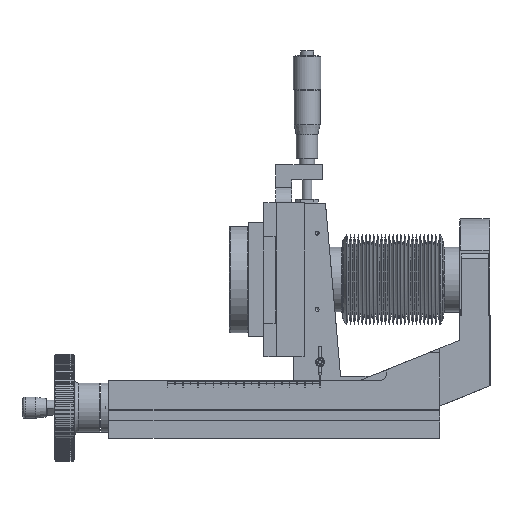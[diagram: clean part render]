
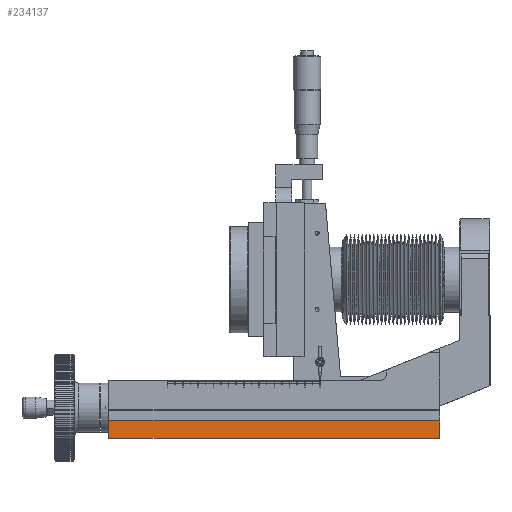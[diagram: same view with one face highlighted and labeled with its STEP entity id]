
A CAD part, front view. The second image highlights one B-rep face of the part: STEP entity #234137.
In plain terms, the highlighted planar face has unit normal (0, -1, 0).
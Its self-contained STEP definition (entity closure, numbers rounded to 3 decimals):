
#232516 = PLANE('',#232517);
#232517 = AXIS2_PLACEMENT_3D('',#232518,#232519,#232520);
#232518 = CARTESIAN_POINT('',(-250.,-51.5,-66.));
#232519 = DIRECTION('',(1.,0.,0.));
#232520 = DIRECTION('',(0.,0.,-1.));
#232569 = VERTEX_POINT('',#232570);
#232570 = CARTESIAN_POINT('',(-250.,-51.5,-104.));
#232584 = PLANE('',#232585);
#232585 = AXIS2_PLACEMENT_3D('',#232586,#232587,#232588);
#232586 = CARTESIAN_POINT('',(-250.,-51.5,-104.));
#232587 = DIRECTION('',(0.,0.,1.));
#232588 = DIRECTION('',(1.,0.,0.));
#232596 = EDGE_CURVE('',#232597,#232569,#232599,.T.);
#232597 = VERTEX_POINT('',#232598);
#232598 = CARTESIAN_POINT('',(-250.,-51.5,-92.7));
#232599 = SURFACE_CURVE('',#232600,(#232604,#232611),.PCURVE_S1.);
#232600 = LINE('',#232601,#232602);
#232601 = CARTESIAN_POINT('',(-250.,-51.5,-66.));
#232602 = VECTOR('',#232603,1.);
#232603 = DIRECTION('',(0.,0.,-1.));
#232604 = PCURVE('',#232516,#232605);
#232605 = DEFINITIONAL_REPRESENTATION('',(#232606),#232610);
#232606 = LINE('',#232607,#232608);
#232607 = CARTESIAN_POINT('',(0.,0.));
#232608 = VECTOR('',#232609,1.);
#232609 = DIRECTION('',(1.,0.));
#232610 = ( GEOMETRIC_REPRESENTATION_CONTEXT(2) 
PARAMETRIC_REPRESENTATION_CONTEXT() REPRESENTATION_CONTEXT('2D SPACE',''
  ) );
#232611 = PCURVE('',#232612,#232617);
#232612 = PLANE('',#232613);
#232613 = AXIS2_PLACEMENT_3D('',#232614,#232615,#232616);
#232614 = CARTESIAN_POINT('',(-250.,-51.5,-81.));
#232615 = DIRECTION('',(0.,-1.,0.));
#232616 = DIRECTION('',(0.,0.,-1.));
#232617 = DEFINITIONAL_REPRESENTATION('',(#232618),#232622);
#232618 = LINE('',#232619,#232620);
#232619 = CARTESIAN_POINT('',(-15.,0.));
#232620 = VECTOR('',#232621,1.);
#232621 = DIRECTION('',(1.,0.));
#232622 = ( GEOMETRIC_REPRESENTATION_CONTEXT(2) 
PARAMETRIC_REPRESENTATION_CONTEXT() REPRESENTATION_CONTEXT('2D SPACE',''
  ) );
#232640 = PLANE('',#232641);
#232641 = AXIS2_PLACEMENT_3D('',#232642,#232643,#232644);
#232642 = CARTESIAN_POINT('',(44.288,-51.5,-92.7));
#232643 = DIRECTION('',(0.,0.,1.));
#232644 = DIRECTION('',(1.,0.,0.));
#233197 = PLANE('',#233198);
#233198 = AXIS2_PLACEMENT_3D('',#233199,#233200,#233201);
#233199 = CARTESIAN_POINT('',(-33.,-51.5,-81.));
#233200 = DIRECTION('',(-1.,0.,0.));
#233201 = DIRECTION('',(0.,0.,1.));
#233765 = VERTEX_POINT('',#233766);
#233766 = CARTESIAN_POINT('',(-33.,-51.5,-92.7));
#233787 = EDGE_CURVE('',#233788,#233765,#233790,.T.);
#233788 = VERTEX_POINT('',#233789);
#233789 = CARTESIAN_POINT('',(-33.,-51.5,-104.));
#233790 = SURFACE_CURVE('',#233791,(#233795,#233802),.PCURVE_S1.);
#233791 = LINE('',#233792,#233793);
#233792 = CARTESIAN_POINT('',(-33.,-51.5,-81.));
#233793 = VECTOR('',#233794,1.);
#233794 = DIRECTION('',(0.,0.,1.));
#233795 = PCURVE('',#233197,#233796);
#233796 = DEFINITIONAL_REPRESENTATION('',(#233797),#233801);
#233797 = LINE('',#233798,#233799);
#233798 = CARTESIAN_POINT('',(0.,0.));
#233799 = VECTOR('',#233800,1.);
#233800 = DIRECTION('',(1.,0.));
#233801 = ( GEOMETRIC_REPRESENTATION_CONTEXT(2) 
PARAMETRIC_REPRESENTATION_CONTEXT() REPRESENTATION_CONTEXT('2D SPACE',''
  ) );
#233802 = PCURVE('',#232612,#233803);
#233803 = DEFINITIONAL_REPRESENTATION('',(#233804),#233808);
#233804 = LINE('',#233805,#233806);
#233805 = CARTESIAN_POINT('',(0.,217.));
#233806 = VECTOR('',#233807,1.);
#233807 = DIRECTION('',(-1.,0.));
#233808 = ( GEOMETRIC_REPRESENTATION_CONTEXT(2) 
PARAMETRIC_REPRESENTATION_CONTEXT() REPRESENTATION_CONTEXT('2D SPACE',''
  ) );
#234137 = ADVANCED_FACE('',(#234138),#232612,.T.);
#234138 = FACE_BOUND('',#234139,.T.);
#234139 = EDGE_LOOP('',(#234140,#234141,#234162,#234163));
#234140 = ORIENTED_EDGE('',*,*,#233787,.T.);
#234141 = ORIENTED_EDGE('',*,*,#234142,.T.);
#234142 = EDGE_CURVE('',#233765,#232597,#234143,.T.);
#234143 = SURFACE_CURVE('',#234144,(#234148,#234155),.PCURVE_S1.);
#234144 = LINE('',#234145,#234146);
#234145 = CARTESIAN_POINT('',(44.288,-51.5,-92.7));
#234146 = VECTOR('',#234147,1.);
#234147 = DIRECTION('',(-1.,0.,0.));
#234148 = PCURVE('',#232612,#234149);
#234149 = DEFINITIONAL_REPRESENTATION('',(#234150),#234154);
#234150 = LINE('',#234151,#234152);
#234151 = CARTESIAN_POINT('',(11.7,294.288));
#234152 = VECTOR('',#234153,1.);
#234153 = DIRECTION('',(0.,-1.));
#234154 = ( GEOMETRIC_REPRESENTATION_CONTEXT(2) 
PARAMETRIC_REPRESENTATION_CONTEXT() REPRESENTATION_CONTEXT('2D SPACE',''
  ) );
#234155 = PCURVE('',#232640,#234156);
#234156 = DEFINITIONAL_REPRESENTATION('',(#234157),#234161);
#234157 = LINE('',#234158,#234159);
#234158 = CARTESIAN_POINT('',(0.,0.));
#234159 = VECTOR('',#234160,1.);
#234160 = DIRECTION('',(-1.,0.));
#234161 = ( GEOMETRIC_REPRESENTATION_CONTEXT(2) 
PARAMETRIC_REPRESENTATION_CONTEXT() REPRESENTATION_CONTEXT('2D SPACE',''
  ) );
#234162 = ORIENTED_EDGE('',*,*,#232596,.T.);
#234163 = ORIENTED_EDGE('',*,*,#234164,.T.);
#234164 = EDGE_CURVE('',#232569,#233788,#234165,.T.);
#234165 = SURFACE_CURVE('',#234166,(#234170,#234177),.PCURVE_S1.);
#234166 = LINE('',#234167,#234168);
#234167 = CARTESIAN_POINT('',(-250.,-51.5,-104.));
#234168 = VECTOR('',#234169,1.);
#234169 = DIRECTION('',(1.,0.,0.));
#234170 = PCURVE('',#232612,#234171);
#234171 = DEFINITIONAL_REPRESENTATION('',(#234172),#234176);
#234172 = LINE('',#234173,#234174);
#234173 = CARTESIAN_POINT('',(23.,0.));
#234174 = VECTOR('',#234175,1.);
#234175 = DIRECTION('',(0.,1.));
#234176 = ( GEOMETRIC_REPRESENTATION_CONTEXT(2) 
PARAMETRIC_REPRESENTATION_CONTEXT() REPRESENTATION_CONTEXT('2D SPACE',''
  ) );
#234177 = PCURVE('',#232584,#234178);
#234178 = DEFINITIONAL_REPRESENTATION('',(#234179),#234183);
#234179 = LINE('',#234180,#234181);
#234180 = CARTESIAN_POINT('',(0.,0.));
#234181 = VECTOR('',#234182,1.);
#234182 = DIRECTION('',(1.,0.));
#234183 = ( GEOMETRIC_REPRESENTATION_CONTEXT(2) 
PARAMETRIC_REPRESENTATION_CONTEXT() REPRESENTATION_CONTEXT('2D SPACE',''
  ) );
